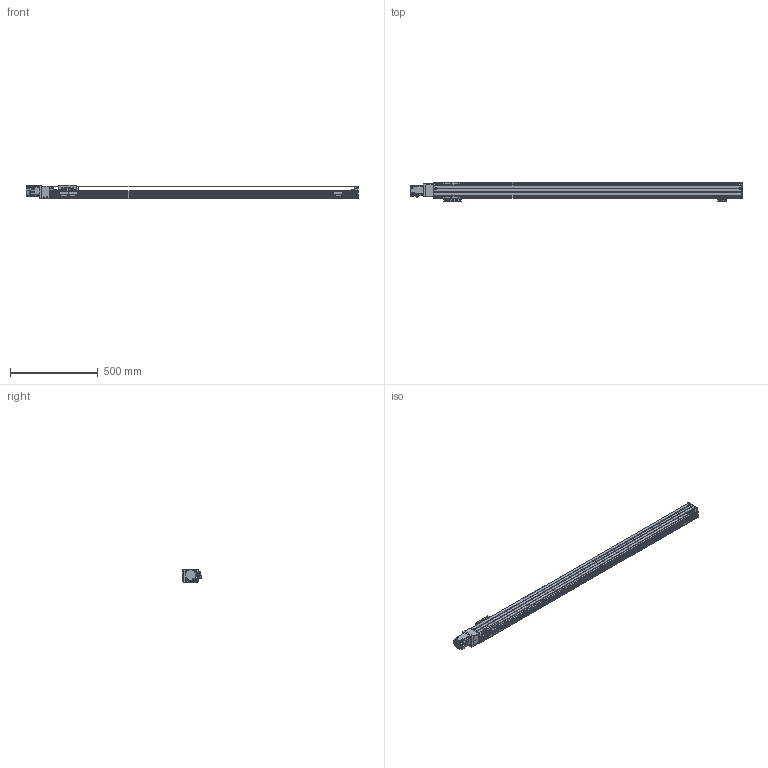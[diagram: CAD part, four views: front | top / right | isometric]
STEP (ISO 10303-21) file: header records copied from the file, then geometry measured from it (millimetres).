
FILE_DESCRIPTION(/* description */ (''),/* implementation_level */ '2;1');
FILE_NAME(/* name */ 'HG90-S20-N1B-1550-R10.stp',/* time_stamp */ '2024-02-16T12:49:11+09:00',/* author */ ('User'),/* organization */ (''),/* preprocessor_version */ 'ST-DEVELOPER v18.1',/* originating_system */ 'Autodesk Inventor 2022',/* authorisation */ '');
FILE_SCHEMA (('AUTOMOTIVE_DESIGN { 1 0 10303 214 3 1 1 }'));
Length unit declared in the file: millimetre
Products named in the file (20): HG90-S20-N1B-0500-R10 - 간소화; HR90 BASE 100W 1BLOCK; HR90 FRONT BLOCK; HR90 REAR BLOCK TENSION; HR90 REAR COVER-TENSION; HG4UPCOV002; HR90 FRRONT COVER-COUPLING; HR120 SENSOR DOG; HG90 S MOTOR PLATE-B; HG90 S MOTOR PLATE-M; hg-kr23_; COUPLING COVER; HG90STOPPER - 27L; HG90STOPPER - 20L; hsr_ftht_A-M6F_grease_nipple_joint; NIPPLE CAP(신규); HR90 TABLE; LMKE1520 NUT; SENSOR BRK(EE-SX674A); EE_SX674A
Assembly tree (25 placements, depth 2):
  HG90-S20-N1B-0500-R10 - 간소화
    HR90 BASE 100W 1BLOCK
    HR90 FRONT BLOCK
    HR90 REAR BLOCK TENSION
    HR90 REAR COVER-TENSION
    HG4UPCOV002
    EE_SX674A  x3
    SENSOR BRK(EE-SX674A)  x3
    HR90 FRRONT COVER-COUPLING
    HR120 SENSOR DOG
    HG90 S MOTOR PLATE-B
    HG90 S MOTOR PLATE-M
    hg-kr23_
    COUPLING COVER
    HG90STOPPER - 27L
    HG90STOPPER - 20L
    hsr_ftht_A-M6F_grease_nipple_joint  x2
    NIPPLE CAP(신규)  x2
    HR90 TABLE
    LMKE1520 NUT
Bounding box: 1888.6 x 109 x 75 mm (x, y, z)
Volume: 2991685.1 mm3; surface area: 1226237.6 mm2
Topology: 25 solids, 25 shells, 1420 faces, 3791 edges, 2487 vertices
Faces by surface type: plane 685, cylinder 578, cone 121, sphere 16, torus 12, bspline 8
Full cylindrical faces by diameter (mm): 2 x4, 2.459 x14, 3 x4, 3.242 x20, 3.5 x6, 4 x4, 4.134 x71, 4.5 x16, 4.917 x5, 5 x32, 5.5 x41, 5.6 x10, 5.8 x4, 5.9 x8, 6 x6, 6.5 x4, 9.5 x37, 14 x1, 15 x3, 17 x1, 22 x1, 25 x1, 28 x1, 32 x2, 33.7 x1, 34 x1, 40 x1, 46 x1, 50 x2
Entity records: 38902 total; most frequent: CARTESIAN_POINT 7548, DIRECTION 6519, ORIENTED_EDGE 6138, EDGE_CURVE 3069, AXIS2_PLACEMENT_3D 2372, VERTEX_POINT 2048, LINE 1775, VECTOR 1775
